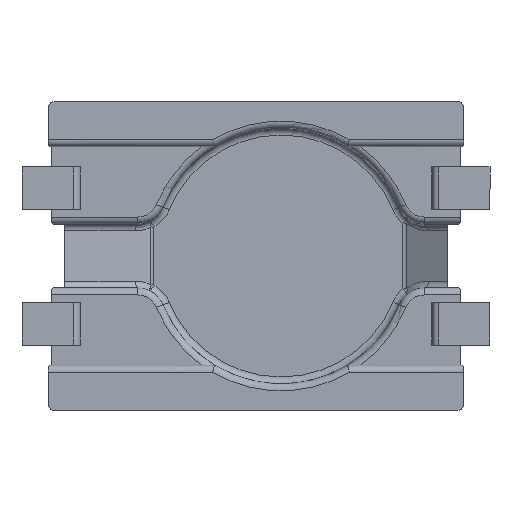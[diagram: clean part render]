
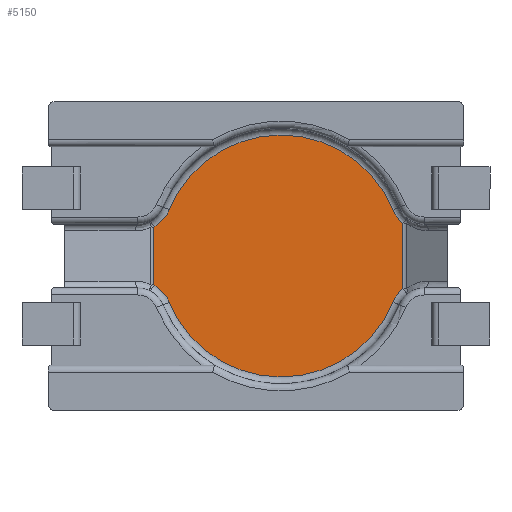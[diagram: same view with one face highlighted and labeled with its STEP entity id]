
A CAD part, front view. The second image highlights one B-rep face of the part: STEP entity #5150.
In plain terms, the highlighted planar face has unit normal (0, -1, 0).
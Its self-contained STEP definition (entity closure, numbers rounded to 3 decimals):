
#56 = AXIS2_PLACEMENT_3D ( 'NONE', #5178, #1995, #5713 ) ;
#212 = DIRECTION ( 'NONE',  ( 0., 0., 1. ) ) ;
#478 = CARTESIAN_POINT ( 'NONE',  ( 2.88, -0.3, -2.9 ) ) ;
#550 = AXIS2_PLACEMENT_3D ( 'NONE', #3627, #3932, #6756 ) ;
#1009 = DIRECTION ( 'NONE',  ( 1., 0., 0. ) ) ;
#1062 = EDGE_CURVE ( 'NONE', #1643, #6022, #6619, .T. ) ;
#1204 = CIRCLE ( 'NONE', #3137, 2.27 ) ;
#1411 = ORIENTED_EDGE ( 'NONE', *, *, #6572, .T. ) ;
#1482 = ORIENTED_EDGE ( 'NONE', *, *, #5436, .T. ) ;
#1484 = EDGE_LOOP ( 'NONE', ( #4181, #4347, #4793, #2462, #3583, #1411, #4083, #1482 ) ) ;
#1613 = CARTESIAN_POINT ( 'NONE',  ( 0.782, -0.3, -3.766 ) ) ;
#1643 = VERTEX_POINT ( 'NONE', #5699 ) ;
#1762 = CARTESIAN_POINT ( 'NONE',  ( 2.88, -0.3, -2.9 ) ) ;
#1833 = CARTESIAN_POINT ( 'NONE',  ( 5.272, -0.3, -3.444 ) ) ;
#1919 = DIRECTION ( 'NONE',  ( 0., 1., 0. ) ) ;
#1939 = CIRCLE ( 'NONE', #550, 0.64 ) ;
#1995 = DIRECTION ( 'NONE',  ( 0., -1., 0. ) ) ;
#2036 = CARTESIAN_POINT ( 'NONE',  ( 0.782, -0.3, -2.034 ) ) ;
#2075 = EDGE_CURVE ( 'NONE', #6790, #1643, #1939, .T. ) ;
#2209 = CIRCLE ( 'NONE', #56, 2.27 ) ;
#2295 = PLANE ( 'NONE',  #3753 ) ;
#2333 = EDGE_CURVE ( 'NONE', #6022, #3277, #6493, .T. ) ;
#2462 = ORIENTED_EDGE ( 'NONE', *, *, #4025, .T. ) ;
#2494 = CARTESIAN_POINT ( 'NONE',  ( 4.978, -0.3, -2.034 ) ) ;
#2537 = VERTEX_POINT ( 'NONE', #6406 ) ;
#2607 = VERTEX_POINT ( 'NONE', #2889 ) ;
#2834 = AXIS2_PLACEMENT_3D ( 'NONE', #6126, #2964, #6663 ) ;
#2847 = DIRECTION ( 'NONE',  ( 0., -1., 0. ) ) ;
#2889 = CARTESIAN_POINT ( 'NONE',  ( 5.272, -0.3, -2.356 ) ) ;
#2964 = DIRECTION ( 'NONE',  ( 0., 1., 0. ) ) ;
#3089 = VECTOR ( 'NONE', #212, 1000. ) ;
#3137 = AXIS2_PLACEMENT_3D ( 'NONE', #478, #4195, #1009 ) ;
#3277 = VERTEX_POINT ( 'NONE', #1613 ) ;
#3334 = VERTEX_POINT ( 'NONE', #2494 ) ;
#3448 = LINE ( 'NONE', #4416, #3089 ) ;
#3583 = ORIENTED_EDGE ( 'NONE', *, *, #5286, .T. ) ;
#3627 = CARTESIAN_POINT ( 'NONE',  ( 0.19, -0.3, -1.79 ) ) ;
#3753 = AXIS2_PLACEMENT_3D ( 'NONE', #1762, #2847, #6546 ) ;
#3932 = DIRECTION ( 'NONE',  ( 0., 1., 0. ) ) ;
#3990 = AXIS2_PLACEMENT_3D ( 'NONE', #5104, #1919, #5646 ) ;
#4025 = EDGE_CURVE ( 'NONE', #3277, #2537, #2209, .T. ) ;
#4083 = ORIENTED_EDGE ( 'NONE', *, *, #4507, .T. ) ;
#4181 = ORIENTED_EDGE ( 'NONE', *, *, #2075, .T. ) ;
#4195 = DIRECTION ( 'NONE',  ( 0., -1., 0. ) ) ;
#4271 = DIRECTION ( 'NONE',  ( 1., 0., 0. ) ) ;
#4317 = DIRECTION ( 'NONE',  ( 0., 1., 0. ) ) ;
#4347 = ORIENTED_EDGE ( 'NONE', *, *, #1062, .T. ) ;
#4360 = CARTESIAN_POINT ( 'NONE',  ( 0.19, -0.3, -4.01 ) ) ;
#4416 = CARTESIAN_POINT ( 'NONE',  ( 5.272, -0.3, -2.236 ) ) ;
#4479 = VERTEX_POINT ( 'NONE', #1833 ) ;
#4483 = CARTESIAN_POINT ( 'NONE',  ( 0.593, -0.3, -3.512 ) ) ;
#4507 = EDGE_CURVE ( 'NONE', #2607, #3334, #4538, .T. ) ;
#4538 = CIRCLE ( 'NONE', #2834, 0.64 ) ;
#4660 = AXIS2_PLACEMENT_3D ( 'NONE', #4360, #4317, #4271 ) ;
#4684 = FACE_OUTER_BOUND ( 'NONE', #1484, .T. ) ;
#4793 = ORIENTED_EDGE ( 'NONE', *, *, #2333, .T. ) ;
#4875 = CARTESIAN_POINT ( 'NONE',  ( 0.593, -0.3, -2.267 ) ) ;
#5001 = DIRECTION ( 'NONE',  ( 0., 0., -1. ) ) ;
#5104 = CARTESIAN_POINT ( 'NONE',  ( 5.57, -0.3, -4.01 ) ) ;
#5150 = ADVANCED_FACE ( 'NONE', ( #4684 ), #2295, .T. ) ;
#5178 = CARTESIAN_POINT ( 'NONE',  ( 2.88, -0.3, -2.9 ) ) ;
#5217 = VECTOR ( 'NONE', #5001, 1000. ) ;
#5286 = EDGE_CURVE ( 'NONE', #2537, #4479, #5520, .T. ) ;
#5436 = EDGE_CURVE ( 'NONE', #3334, #6790, #1204, .T. ) ;
#5520 = CIRCLE ( 'NONE', #3990, 0.64 ) ;
#5646 = DIRECTION ( 'NONE',  ( 1., 0., 0. ) ) ;
#5699 = CARTESIAN_POINT ( 'NONE',  ( 0.593, -0.3, -2.288 ) ) ;
#5713 = DIRECTION ( 'NONE',  ( 1., 0., 0. ) ) ;
#6022 = VERTEX_POINT ( 'NONE', #4483 ) ;
#6126 = CARTESIAN_POINT ( 'NONE',  ( 5.57, -0.3, -1.79 ) ) ;
#6406 = CARTESIAN_POINT ( 'NONE',  ( 4.978, -0.3, -3.766 ) ) ;
#6493 = CIRCLE ( 'NONE', #4660, 0.64 ) ;
#6546 = DIRECTION ( 'NONE',  ( 1., 0., 0. ) ) ;
#6572 = EDGE_CURVE ( 'NONE', #4479, #2607, #3448, .T. ) ;
#6619 = LINE ( 'NONE', #4875, #5217 ) ;
#6663 = DIRECTION ( 'NONE',  ( 1., 0., 0. ) ) ;
#6756 = DIRECTION ( 'NONE',  ( 1., 0., 0. ) ) ;
#6790 = VERTEX_POINT ( 'NONE', #2036 ) ;
